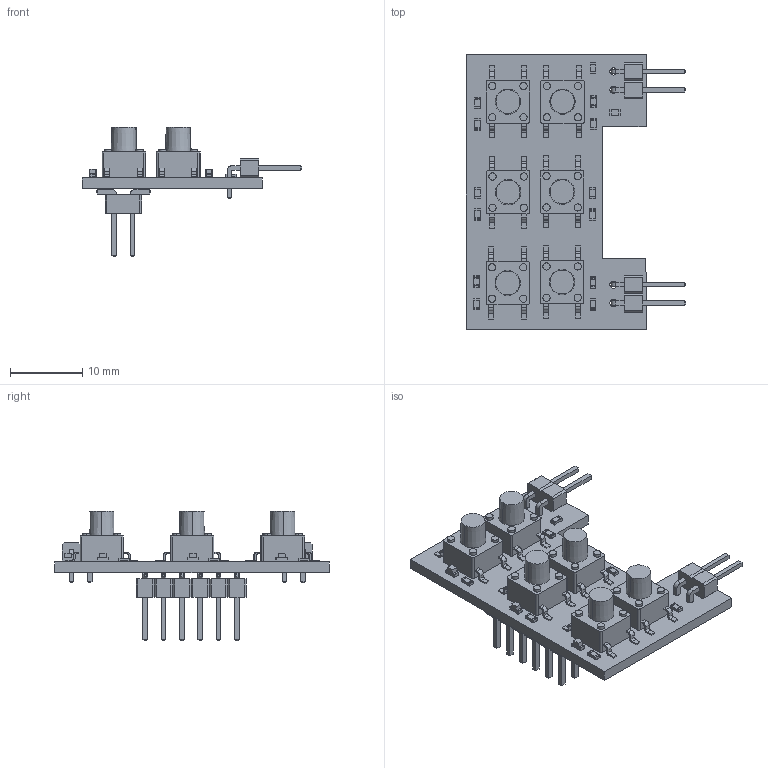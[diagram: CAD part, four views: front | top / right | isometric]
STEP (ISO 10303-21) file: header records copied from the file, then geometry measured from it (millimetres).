
FILE_DESCRIPTION(('KiCad electronic assembly'),'2;1');
FILE_NAME('PIDI-BOX-01-RELSW-6-BUTTONS-A1.step','2025-11-01T10:42:26',( 'Pcbnew'),('Kicad'),'Open CASCADE STEP processor 7.9', 'KiCad to STEP converter','Unknown');
FILE_SCHEMA(('AUTOMOTIVE_DESIGN { 1 0 10303 214 1 1 1 1 }'));
Length unit declared in the file: millimetre
Products named in the file (7): PIDI-BOX-01-RELSW-6-BUTTONS-A1 1; R_0603_1608Metric; LED_0603_1608Metric; SW_tactile-6X6_smd; PinHeader_1x02_P2.54mm_Horizontal; PinHeader_2x06_P2.54mm_Vertical_SMD; PIDI-BOX-01-RELSW-6-BUTTONS-A1_PCB
Assembly tree (24 placements, depth 2):
  PIDI-BOX-01-RELSW-6-BUTTONS-A1 1
    R_0603_1608Metric  x7
    LED_0603_1608Metric  x7
    SW_tactile-6X6_smd  x6
    PinHeader_1x02_P2.54mm_Horizontal  x2
    PinHeader_2x06_P2.54mm_Vertical_SMD
    PIDI-BOX-01-RELSW-6-BUTTONS-A1_PCB
Bounding box: 30.45 x 38.05 x 17.88 mm (x, y, z)
Volume: 2566.9 mm3; surface area: 4056.2 mm2
Topology: 24 solids, 24 shells, 1416 faces, 3613 edges, 2338 vertices
Faces by surface type: plane 1104, cylinder 300, cone 12
Full cylindrical faces by diameter (mm): 1 x4
Entity records: 18196 total; most frequent: CARTESIAN_POINT 2629, ORIENTED_EDGE 2554, DIRECTION 2489, EDGE_CURVE 1277, LINE 1149, VECTOR 1149, VERTEX_POINT 810, AXIS2_PLACEMENT_3D 670
